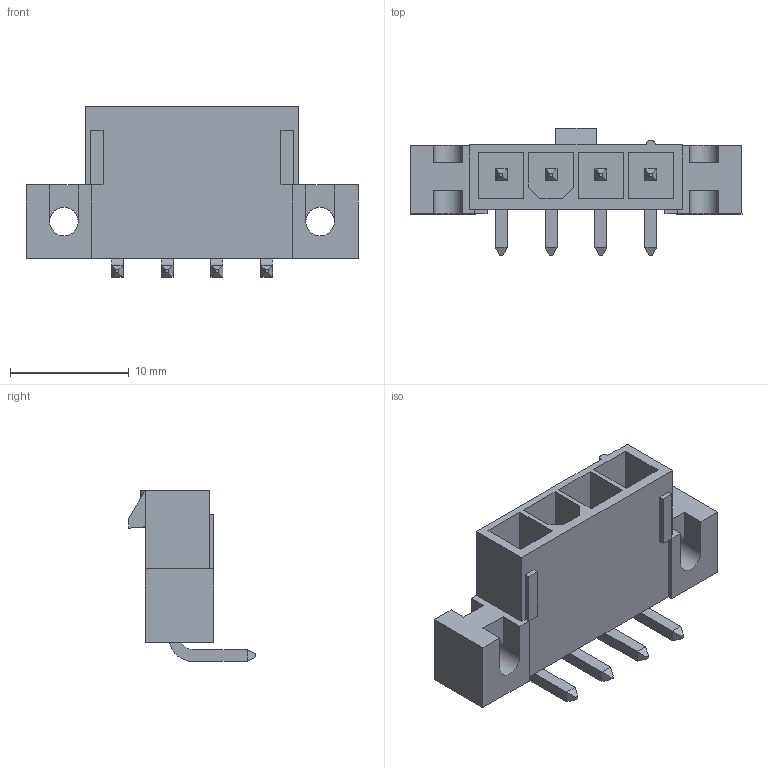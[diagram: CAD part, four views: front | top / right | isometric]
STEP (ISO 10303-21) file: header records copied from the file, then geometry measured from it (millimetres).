
FILE_DESCRIPTION(/* description */ ('STEP AP203'),/* implementation_level */ '2;1');
FILE_NAME(/* name */ '39303041',/* time_stamp */ '2022-07-27T19:21:54+02:00',/* author */ ('License CC BY-ND 4.0'),/* organization */ ('CADENAS'),/* preprocessor_version */ 'ST-DEVELOPER v18.102',/* originating_system */ 'PARTsolutions',/* authorisation */ ' ');
FILE_SCHEMA (('CONFIG_CONTROL_DESIGN'));
Length unit declared in the file: millimetre
Products named in the file (2): 39303041; 39303041_PART1
Assembly tree (1 placements, depth 2):
  39303041
    39303041_PART1
Bounding box: 28 x 10.7 x 14.4 mm (x, y, z)
Volume: 1047.2 mm3; surface area: 1873.5 mm2
Topology: 1 solids, 1 shells, 145 faces, 367 edges, 232 vertices
Faces by surface type: plane 134, cylinder 11
Full cylindrical faces by diameter (mm): 2.4 x2
Entity records: 4281 total; most frequent: CARTESIAN_POINT 744, ORIENTED_EDGE 730, DIRECTION 685, EDGE_CURVE 365, LINE 339, VECTOR 339, VERTEX_POINT 232, AXIS2_PLACEMENT_3D 173
